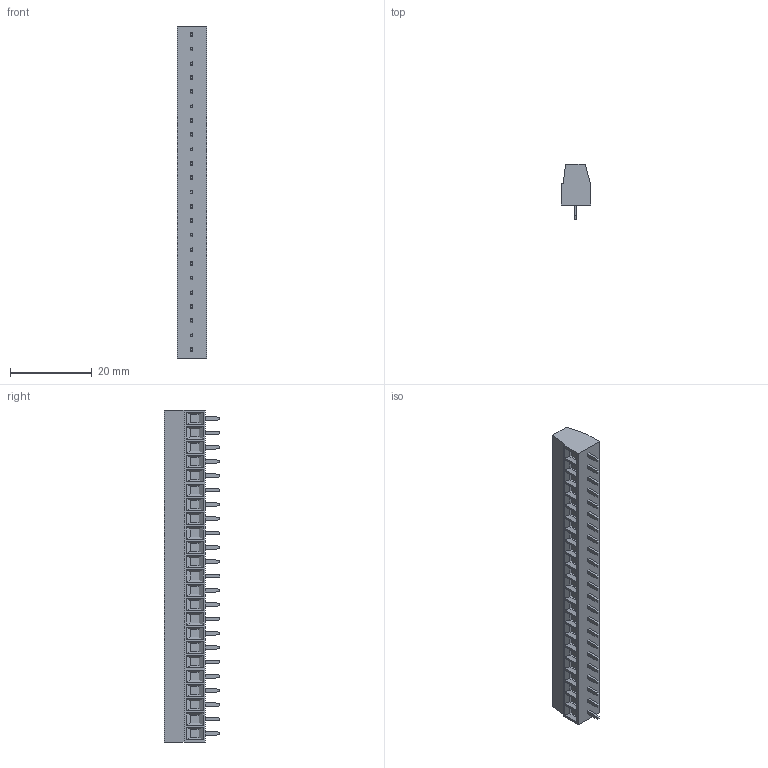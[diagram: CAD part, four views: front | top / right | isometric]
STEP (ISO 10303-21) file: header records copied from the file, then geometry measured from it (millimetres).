
FILE_DESCRIPTION((''),'2;1');
FILE_NAME('PRT0050','2024-10-31T',('yanfa'),(''),'PRO/ENGINEER BY PARAMETRIC TECHNOLOGY CORPORATION, 2009280','PRO/ENGINEER BY PARAMETRIC TECHNOLOGY CORPORATION, 2009280','');
FILE_SCHEMA(('AUTOMOTIVE_DESIGN_CC2 { 1 2 10303 214 -1 1 5 2 }'));
Length unit declared in the file: millimetre
Products named in the file (1): PRT0050
Bounding box: 7.3 x 13.5 x 81.2 mm (x, y, z)
Volume: 5015.5 mm3; surface area: 3851 mm2
Topology: 1 solids, 1 shells, 837 faces, 1953 edges, 1210 vertices
Faces by surface type: plane 515, cylinder 184, cone 92, torus 46
Entity records: 23643 total; most frequent: CARTESIAN_POINT 4322, DIRECTION 4041, ORIENTED_EDGE 3906, EDGE_CURVE 1953, VECTOR 1355, LINE 1355, AXIS2_PLACEMENT_3D 1343, VERTEX_POINT 1210
